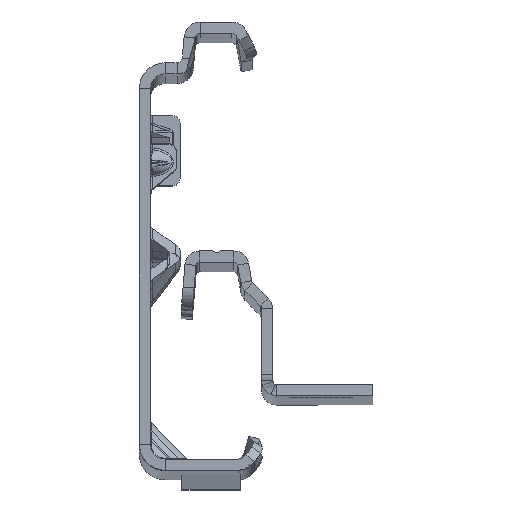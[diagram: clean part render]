
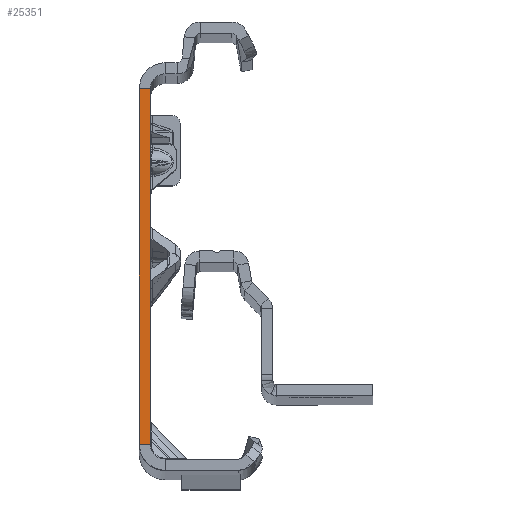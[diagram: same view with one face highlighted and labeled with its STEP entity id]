
A CAD part, top view. The second image highlights one B-rep face of the part: STEP entity #25351.
In plain terms, the highlighted planar face has unit normal (0, 0, 1).
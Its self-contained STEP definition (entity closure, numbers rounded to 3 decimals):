
#3134 = CARTESIAN_POINT ( 'NONE',  ( -1.5, -27.865, 0. ) ) ;
#3304 = VERTEX_POINT ( 'NONE', #13783 ) ;
#3544 = DIRECTION ( 'NONE',  ( 0., -1., 0. ) ) ;
#5414 = ORIENTED_EDGE ( 'NONE', *, *, #21731, .T. ) ;
#6480 = VERTEX_POINT ( 'NONE', #30793 ) ;
#6805 = FACE_OUTER_BOUND ( 'NONE', #23545, .T. ) ;
#7140 = LINE ( 'NONE', #14965, #35090 ) ;
#8207 = ORIENTED_EDGE ( 'NONE', *, *, #24634, .T. ) ;
#10487 = EDGE_CURVE ( 'NONE', #6480, #32841, #7140, .T. ) ;
#11068 = DIRECTION ( 'NONE',  ( -1., 0., 0. ) ) ;
#13657 = EDGE_CURVE ( 'NONE', #3304, #6480, #28759, .T. ) ;
#13783 = CARTESIAN_POINT ( 'NONE',  ( 0., 22.135, 0. ) ) ;
#14965 = CARTESIAN_POINT ( 'NONE',  ( 0., -25.865, 0. ) ) ;
#16281 = ORIENTED_EDGE ( 'NONE', *, *, #10487, .F. ) ;
#18065 = DIRECTION ( 'NONE',  ( 0., 0., 1. ) ) ;
#21173 = LINE ( 'NONE', #39702, #34426 ) ;
#21731 = EDGE_CURVE ( 'NONE', #3304, #44231, #21173, .T. ) ;
#22645 = CARTESIAN_POINT ( 'NONE',  ( -1.5, -27.865, 0. ) ) ;
#22683 = VECTOR ( 'NONE', #43645, 1000. ) ;
#23545 = EDGE_LOOP ( 'NONE', ( #29401, #5414, #8207, #16281 ) ) ;
#24634 = EDGE_CURVE ( 'NONE', #44231, #32841, #26297, .T. ) ;
#24896 = CARTESIAN_POINT ( 'NONE',  ( 0., -27.865, 0. ) ) ;
#25351 = ADVANCED_FACE ( 'NONE', ( #6805 ), #36602, .T. ) ;
#26297 = LINE ( 'NONE', #22645, #39887 ) ;
#28759 = LINE ( 'NONE', #24896, #22683 ) ;
#29401 = ORIENTED_EDGE ( 'NONE', *, *, #13657, .F. ) ;
#29823 = AXIS2_PLACEMENT_3D ( 'NONE', #3134, #18065, #32951 ) ;
#30793 = CARTESIAN_POINT ( 'NONE',  ( 0., -25.865, 0. ) ) ;
#32214 = CARTESIAN_POINT ( 'NONE',  ( -1.5, 22.135, 0. ) ) ;
#32841 = VERTEX_POINT ( 'NONE', #45374 ) ;
#32951 = DIRECTION ( 'NONE',  ( 1., 0., 0. ) ) ;
#34426 = VECTOR ( 'NONE', #37005, 1000. ) ;
#35090 = VECTOR ( 'NONE', #11068, 1000. ) ;
#36602 = PLANE ( 'NONE',  #29823 ) ;
#37005 = DIRECTION ( 'NONE',  ( -1., 0., 0. ) ) ;
#39702 = CARTESIAN_POINT ( 'NONE',  ( 0., 22.135, 0. ) ) ;
#39887 = VECTOR ( 'NONE', #3544, 1000. ) ;
#43645 = DIRECTION ( 'NONE',  ( 0., -1., 0. ) ) ;
#44231 = VERTEX_POINT ( 'NONE', #32214 ) ;
#45374 = CARTESIAN_POINT ( 'NONE',  ( -1.5, -25.865, 0. ) ) ;
